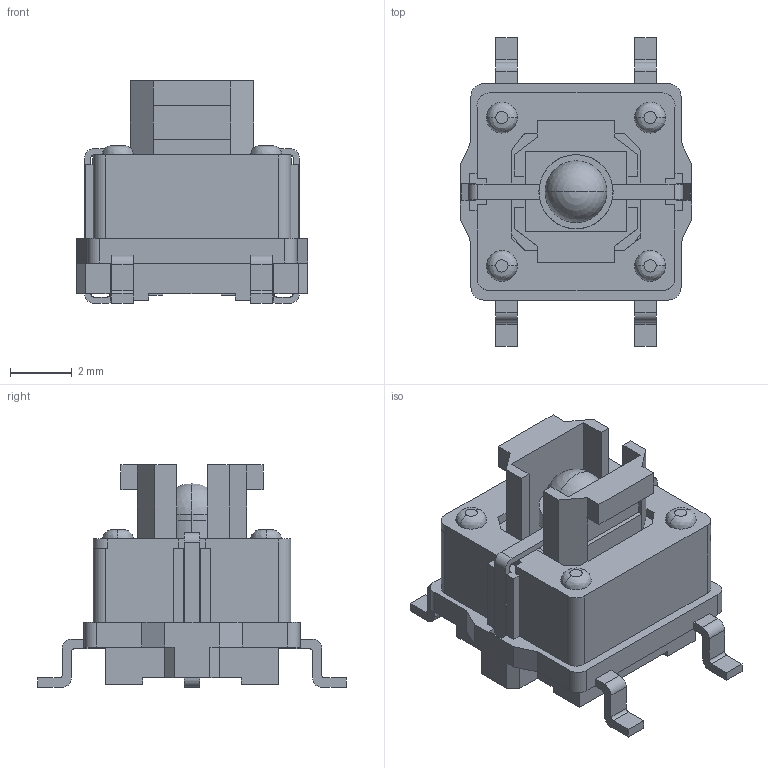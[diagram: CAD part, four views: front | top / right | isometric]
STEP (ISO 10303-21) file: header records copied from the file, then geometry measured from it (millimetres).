
FILE_DESCRIPTION((''),'2;1');
FILE_NAME('ITSXXV3SX_SW0001','2013-02-04T',('cbachill'),(''),'PRO/ENGINEER BY PARAMETRIC TECHNOLOGY CORPORATION, 2011410','PRO/ENGINEER BY PARAMETRIC TECHNOLOGY CORPORATION, 2011410','');
FILE_SCHEMA(('AUTOMOTIVE_DESIGN_CC2 { 1 2 10303 214 -1 1 5 2 }'));
Length unit declared in the file: inch
Products named in the file (1): ITSXXV3SX_SW0001
Bounding box: 7.5 x 10 x 7.2 mm (x, y, z)
Volume: 173.1 mm3; surface area: 490.9 mm2
Topology: 1 solids, 1 shells, 336 faces, 962 edges, 629 vertices
Faces by surface type: plane 256, cylinder 62, bspline 10, torus 4, sphere 2, cone 2
Entity records: 11219 total; most frequent: CARTESIAN_POINT 2263, ORIENTED_EDGE 1916, DIRECTION 1790, EDGE_CURVE 958, VECTOR 774, LINE 774, VERTEX_POINT 629, AXIS2_PLACEMENT_3D 508
